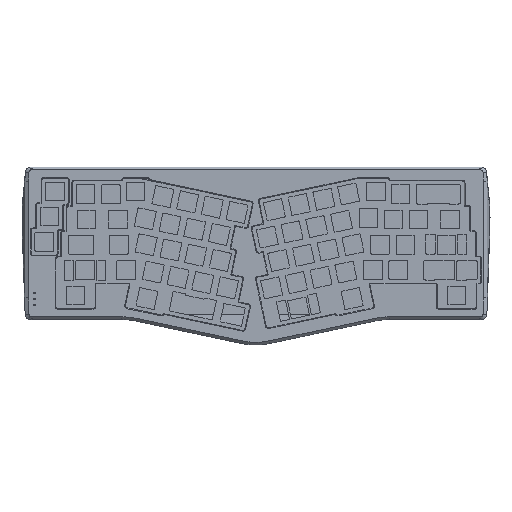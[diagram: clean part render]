
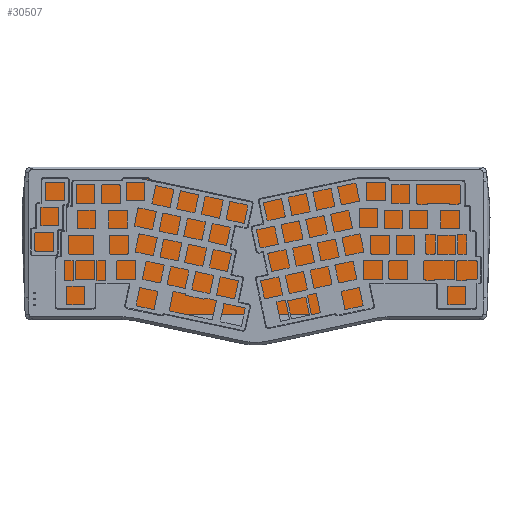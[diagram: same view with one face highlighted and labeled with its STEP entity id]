
A CAD part, top view. The second image highlights one B-rep face of the part: STEP entity #30507.
In plain terms, the highlighted planar face has unit normal (0, 0, 1).
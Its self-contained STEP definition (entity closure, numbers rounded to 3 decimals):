
#256=FACE_BOUND('',#6322,.T.);
#257=FACE_BOUND('',#6323,.T.);
#2113=CIRCLE('',#33333,1.6);
#2114=CIRCLE('',#33335,1.6);
#2115=CIRCLE('',#33336,1.6);
#2116=CIRCLE('',#33337,1.6);
#2117=CIRCLE('',#33338,1.6);
#2118=CIRCLE('',#33339,1.6);
#2119=CIRCLE('',#33340,2.);
#2120=CIRCLE('',#33341,2.);
#2945=PLANE('',#33334);
#4454=FACE_OUTER_BOUND('',#6321,.T.);
#6321=EDGE_LOOP('',(#27710,#27711,#27712,#27713,#27714,#27715,#27716,#27717,
#27718,#27719,#27720,#27721,#27722,#27723));
#6322=EDGE_LOOP('',(#27724));
#6323=EDGE_LOOP('',(#27725));
#9392=LINE('',#52144,#12325);
#9393=LINE('',#52148,#12326);
#9394=LINE('',#52150,#12327);
#9395=LINE('',#52152,#12328);
#9396=LINE('',#52156,#12329);
#9397=LINE('',#52160,#12330);
#9398=LINE('',#52164,#12331);
#9399=LINE('',#52167,#12332);
#12325=VECTOR('',#41241,10.);
#12326=VECTOR('',#41244,10.);
#12327=VECTOR('',#41245,10.);
#12328=VECTOR('',#41246,10.);
#12329=VECTOR('',#41249,10.);
#12330=VECTOR('',#41252,10.);
#12331=VECTOR('',#41255,10.);
#12332=VECTOR('',#41258,10.);
#15348=VERTEX_POINT('',#52137);
#15349=VERTEX_POINT('',#52138);
#15350=VERTEX_POINT('',#52143);
#15351=VERTEX_POINT('',#52145);
#15352=VERTEX_POINT('',#52147);
#15353=VERTEX_POINT('',#52149);
#15354=VERTEX_POINT('',#52151);
#15355=VERTEX_POINT('',#52153);
#15356=VERTEX_POINT('',#52155);
#15357=VERTEX_POINT('',#52157);
#15358=VERTEX_POINT('',#52159);
#15359=VERTEX_POINT('',#52161);
#15360=VERTEX_POINT('',#52163);
#15361=VERTEX_POINT('',#52165);
#15362=VERTEX_POINT('',#52168);
#15363=VERTEX_POINT('',#52170);
#19565=EDGE_CURVE('',#15348,#15349,#2113,.T.);
#19568=EDGE_CURVE('',#15349,#15350,#9392,.T.);
#19569=EDGE_CURVE('',#15351,#15350,#2114,.F.);
#19570=EDGE_CURVE('',#15351,#15352,#9393,.T.);
#19571=EDGE_CURVE('',#15352,#15353,#9394,.T.);
#19572=EDGE_CURVE('',#15353,#15354,#9395,.T.);
#19573=EDGE_CURVE('',#15355,#15354,#2115,.F.);
#19574=EDGE_CURVE('',#15355,#15356,#9396,.T.);
#19575=EDGE_CURVE('',#15356,#15357,#2116,.T.);
#19576=EDGE_CURVE('',#15357,#15358,#9397,.T.);
#19577=EDGE_CURVE('',#15358,#15359,#2117,.T.);
#19578=EDGE_CURVE('',#15359,#15360,#9398,.T.);
#19579=EDGE_CURVE('',#15360,#15361,#2118,.T.);
#19580=EDGE_CURVE('',#15361,#15348,#9399,.T.);
#19581=EDGE_CURVE('',#15362,#15362,#2119,.T.);
#19582=EDGE_CURVE('',#15363,#15363,#2120,.T.);
#27710=ORIENTED_EDGE('',*,*,#19565,.T.);
#27711=ORIENTED_EDGE('',*,*,#19568,.T.);
#27712=ORIENTED_EDGE('',*,*,#19569,.F.);
#27713=ORIENTED_EDGE('',*,*,#19570,.T.);
#27714=ORIENTED_EDGE('',*,*,#19571,.T.);
#27715=ORIENTED_EDGE('',*,*,#19572,.T.);
#27716=ORIENTED_EDGE('',*,*,#19573,.F.);
#27717=ORIENTED_EDGE('',*,*,#19574,.T.);
#27718=ORIENTED_EDGE('',*,*,#19575,.T.);
#27719=ORIENTED_EDGE('',*,*,#19576,.T.);
#27720=ORIENTED_EDGE('',*,*,#19577,.T.);
#27721=ORIENTED_EDGE('',*,*,#19578,.T.);
#27722=ORIENTED_EDGE('',*,*,#19579,.T.);
#27723=ORIENTED_EDGE('',*,*,#19580,.T.);
#27724=ORIENTED_EDGE('',*,*,#19581,.T.);
#27725=ORIENTED_EDGE('',*,*,#19582,.T.);
#30507=ADVANCED_FACE('',(#4454,#256,#257),#2945,.T.);
#33333=AXIS2_PLACEMENT_3D('',#52139,#41235,#41236);
#33334=AXIS2_PLACEMENT_3D('',#52142,#41239,#41240);
#33335=AXIS2_PLACEMENT_3D('',#52146,#41242,#41243);
#33336=AXIS2_PLACEMENT_3D('',#52154,#41247,#41248);
#33337=AXIS2_PLACEMENT_3D('',#52158,#41250,#41251);
#33338=AXIS2_PLACEMENT_3D('',#52162,#41253,#41254);
#33339=AXIS2_PLACEMENT_3D('',#52166,#41256,#41257);
#33340=AXIS2_PLACEMENT_3D('',#52169,#41259,#41260);
#33341=AXIS2_PLACEMENT_3D('',#52171,#41261,#41262);
#41235=DIRECTION('center_axis',(0.,0.,1.));
#41236=DIRECTION('ref_axis',(-0.707,-0.707,0.));
#41239=DIRECTION('center_axis',(0.,0.,1.));
#41240=DIRECTION('ref_axis',(1.,0.,0.));
#41241=DIRECTION('',(1.,0.,0.));
#41242=DIRECTION('center_axis',(0.,0.,-1.));
#41243=DIRECTION('ref_axis',(0.105,0.995,0.));
#41244=DIRECTION('',(0.978,-0.208,0.));
#41245=DIRECTION('',(1.,0.,0.));
#41246=DIRECTION('',(0.978,0.208,0.));
#41247=DIRECTION('center_axis',(0.,0.,-1.));
#41248=DIRECTION('ref_axis',(-0.105,0.995,0.));
#41249=DIRECTION('',(1.,0.,0.));
#41250=DIRECTION('center_axis',(0.,0.,1.));
#41251=DIRECTION('ref_axis',(0.707,-0.707,0.));
#41252=DIRECTION('',(0.,1.,0.));
#41253=DIRECTION('center_axis',(0.,0.,1.));
#41254=DIRECTION('ref_axis',(0.707,0.707,0.));
#41255=DIRECTION('',(-1.,0.,0.));
#41256=DIRECTION('center_axis',(0.,0.,1.));
#41257=DIRECTION('ref_axis',(-0.707,0.707,0.));
#41258=DIRECTION('',(0.,-1.,0.));
#41259=DIRECTION('center_axis',(0.,0.,-1.));
#41260=DIRECTION('ref_axis',(-1.,0.,0.));
#41261=DIRECTION('center_axis',(0.,0.,-1.));
#41262=DIRECTION('ref_axis',(-1.,0.,0.));
#52137=CARTESIAN_POINT('',(-0.475,1.125,-10.));
#52138=CARTESIAN_POINT('',(1.125,-0.475,-10.));
#52139=CARTESIAN_POINT('Origin',(1.125,1.125,-10.));
#52142=CARTESIAN_POINT('Origin',(169.394,38.78,-10.));
#52143=CARTESIAN_POINT('',(74.168,-0.475,-10.));
#52144=CARTESIAN_POINT('',(121.865,-0.475,-10.));
#52145=CARTESIAN_POINT('',(74.501,-0.51,-10.));
#52146=CARTESIAN_POINT('Origin',(74.168,-2.075,-10.));
#52147=CARTESIAN_POINT('',(94.533,-4.768,-10.));
#52148=CARTESIAN_POINT('',(163.224,-19.369,-10.));
#52149=CARTESIAN_POINT('',(243.757,-4.768,-10.));
#52150=CARTESIAN_POINT('',(169.27,-4.768,-10.));
#52151=CARTESIAN_POINT('',(263.789,-0.51,-10.));
#52152=CARTESIAN_POINT('',(222.709,-9.242,-10.));
#52153=CARTESIAN_POINT('',(264.122,-0.475,-10.));
#52154=CARTESIAN_POINT('Origin',(264.122,-2.075,-10.));
#52155=CARTESIAN_POINT('',(337.664,-0.475,-10.));
#52156=CARTESIAN_POINT('',(254.329,-0.475,-10.));
#52157=CARTESIAN_POINT('',(339.264,1.125,-10.));
#52158=CARTESIAN_POINT('Origin',(337.664,1.125,-10.));
#52159=CARTESIAN_POINT('',(339.264,96.765,-10.));
#52160=CARTESIAN_POINT('',(339.264,68.572,-10.));
#52161=CARTESIAN_POINT('',(337.664,98.365,-10.));
#52162=CARTESIAN_POINT('Origin',(337.664,96.765,-10.));
#52163=CARTESIAN_POINT('',(1.125,98.365,-10.));
#52164=CARTESIAN_POINT('',(84.46,98.365,-10.));
#52165=CARTESIAN_POINT('',(-0.475,96.765,-10.));
#52166=CARTESIAN_POINT('Origin',(1.125,96.765,-10.));
#52167=CARTESIAN_POINT('',(-0.475,19.152,-10.));
#52168=CARTESIAN_POINT('',(210.955,93.035,-10.));
#52169=CARTESIAN_POINT('Origin',(208.955,93.035,-10.));
#52170=CARTESIAN_POINT('',(130.015,91.355,-10.));
#52171=CARTESIAN_POINT('Origin',(128.015,91.355,-10.));
